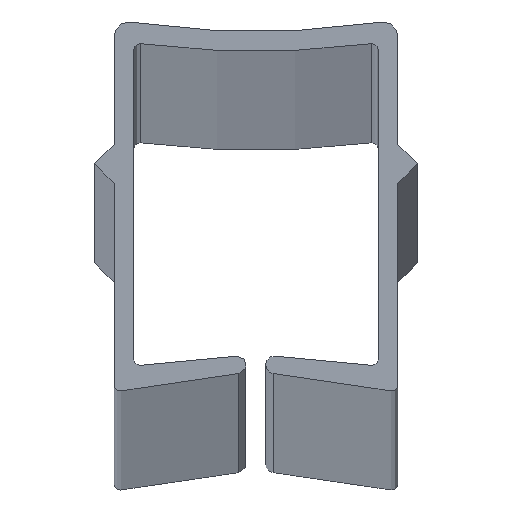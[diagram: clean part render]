
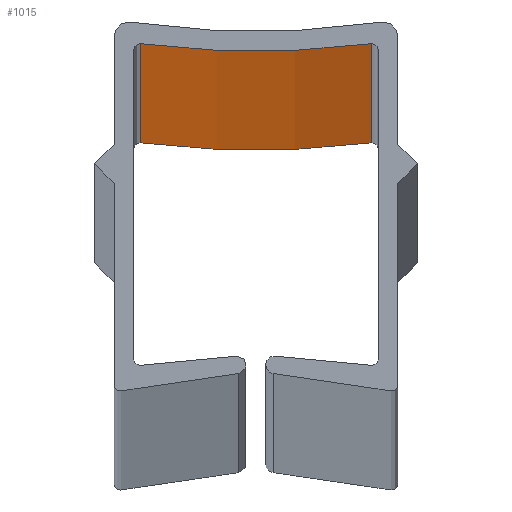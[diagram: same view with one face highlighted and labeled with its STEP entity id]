
A CAD part, top view. The second image highlights one B-rep face of the part: STEP entity #1015.
In plain terms, the highlighted cylindrical face has radius 31.64 mm (diameter 63.279 mm), a partial arc.
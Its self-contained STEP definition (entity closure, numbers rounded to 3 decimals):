
#32 = CARTESIAN_POINT ( 'NONE',  ( 5.681, 43.613, 2000. ) ) ;
#37 = CARTESIAN_POINT ( 'NONE',  ( 1.607, 12.237, 0. ) ) ;
#48 = CARTESIAN_POINT ( 'NONE',  ( 5.681, 43.613, 0. ) ) ;
#119 = VERTEX_POINT ( 'NONE', #1000 ) ;
#130 = VECTOR ( 'NONE', #419, 1000. ) ;
#150 = VERTEX_POINT ( 'NONE', #829 ) ;
#173 = AXIS2_PLACEMENT_3D ( 'NONE', #872, #400, #234 ) ;
#233 = ORIENTED_EDGE ( 'NONE', *, *, #480, .T. ) ;
#234 = DIRECTION ( 'NONE',  ( -1., 0., 0. ) ) ;
#249 = EDGE_LOOP ( 'NONE', ( #973, #233, #618, #704 ) ) ;
#337 = CIRCLE ( 'NONE', #173, 31.64 ) ;
#357 = CARTESIAN_POINT ( 'NONE',  ( 1.607, 12.237, 0. ) ) ;
#386 = CARTESIAN_POINT ( 'NONE',  ( 1.607, 12.237, 2000. ) ) ;
#400 = DIRECTION ( 'NONE',  ( 0., 0., 1. ) ) ;
#419 = DIRECTION ( 'NONE',  ( 0., 0., -1. ) ) ;
#428 = DIRECTION ( 'NONE',  ( 0., 0., 1. ) ) ;
#434 = LINE ( 'NONE', #357, #130 ) ;
#468 = VERTEX_POINT ( 'NONE', #37 ) ;
#480 = EDGE_CURVE ( 'NONE', #119, #150, #626, .T. ) ;
#517 = DIRECTION ( 'NONE',  ( -1., 0., 0. ) ) ;
#618 = ORIENTED_EDGE ( 'NONE', *, *, #819, .F. ) ;
#626 = LINE ( 'NONE', #750, #987 ) ;
#646 = AXIS2_PLACEMENT_3D ( 'NONE', #48, #768, #517 ) ;
#668 = FACE_OUTER_BOUND ( 'NONE', #249, .T. ) ;
#676 = VERTEX_POINT ( 'NONE', #386 ) ;
#704 = ORIENTED_EDGE ( 'NONE', *, *, #811, .T. ) ;
#733 = CYLINDRICAL_SURFACE ( 'NONE', #646, 31.64 ) ;
#750 = CARTESIAN_POINT ( 'NONE',  ( 9.755, 12.237, 0. ) ) ;
#768 = DIRECTION ( 'NONE',  ( 0., 0., -1. ) ) ;
#775 = EDGE_CURVE ( 'NONE', #468, #119, #337, .T. ) ;
#811 = EDGE_CURVE ( 'NONE', #676, #468, #434, .T. ) ;
#819 = EDGE_CURVE ( 'NONE', #676, #150, #873, .T. ) ;
#826 = DIRECTION ( 'NONE',  ( -1., 0., 0. ) ) ;
#829 = CARTESIAN_POINT ( 'NONE',  ( 9.755, 12.237, 2000. ) ) ;
#872 = CARTESIAN_POINT ( 'NONE',  ( 5.681, 43.613, 0. ) ) ;
#873 = CIRCLE ( 'NONE', #891, 31.64 ) ;
#891 = AXIS2_PLACEMENT_3D ( 'NONE', #32, #428, #826 ) ;
#892 = DIRECTION ( 'NONE',  ( 0., 0., 1. ) ) ;
#973 = ORIENTED_EDGE ( 'NONE', *, *, #775, .T. ) ;
#987 = VECTOR ( 'NONE', #892, 1000. ) ;
#1000 = CARTESIAN_POINT ( 'NONE',  ( 9.755, 12.237, 0. ) ) ;
#1015 = ADVANCED_FACE ( 'NONE', ( #668 ), #733, .T. ) ;
